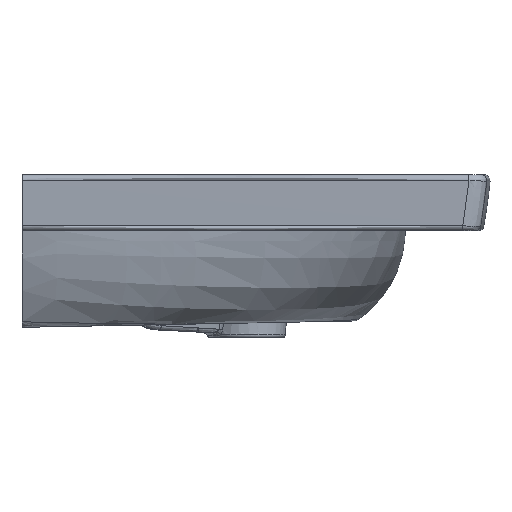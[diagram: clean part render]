
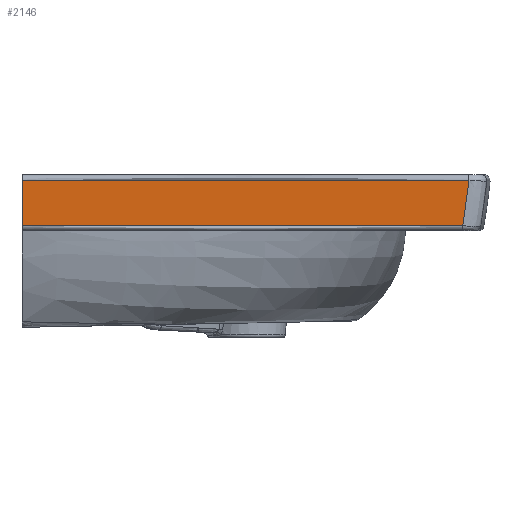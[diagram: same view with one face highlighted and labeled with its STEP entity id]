
A CAD part, left-side view. The second image highlights one B-rep face of the part: STEP entity #2146.
In plain terms, the highlighted free-form (B-spline) face has degree [3, 3] with [11, 8] control points.
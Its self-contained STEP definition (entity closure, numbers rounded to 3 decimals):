
#621=B_SPLINE_SURFACE_WITH_KNOTS('',3,3,((#36026,#36027,#36028,#36029,#36030,
#36031,#36032,#36033),(#36034,#36035,#36036,#36037,#36038,#36039,#36040,
#36041),(#36042,#36043,#36044,#36045,#36046,#36047,#36048,#36049),(#36050,
#36051,#36052,#36053,#36054,#36055,#36056,#36057),(#36058,#36059,#36060,
#36061,#36062,#36063,#36064,#36065),(#36066,#36067,#36068,#36069,#36070,
#36071,#36072,#36073),(#36074,#36075,#36076,#36077,#36078,#36079,#36080,
#36081),(#36082,#36083,#36084,#36085,#36086,#36087,#36088,#36089),(#36090,
#36091,#36092,#36093,#36094,#36095,#36096,#36097),(#36098,#36099,#36100,
#36101,#36102,#36103,#36104,#36105),(#36106,#36107,#36108,#36109,#36110,
#36111,#36112,#36113)),.UNSPECIFIED.,.F.,.F.,.F.,(4,2,1,1,1,2,4),(4,2,2,
4),(0.,0.111,0.323,0.534,0.746,
0.958,1.),(0.,0.317,0.673,1.),
 .UNSPECIFIED.);
#2146=ADVANCED_FACE('NONE',(#2865),#621,.T.);
#2865=FACE_OUTER_BOUND('',#3421,.T.);
#3421=EDGE_LOOP('',(#4776,#4777,#4778,#4779));
#4776=ORIENTED_EDGE('',*,*,#8448,.F.);
#4777=ORIENTED_EDGE('',*,*,#8449,.T.);
#4778=ORIENTED_EDGE('',*,*,#8444,.T.);
#4779=ORIENTED_EDGE('',*,*,#8450,.T.);
#7438=VERTEX_POINT('',#35972);
#7439=VERTEX_POINT('',#35973);
#7442=VERTEX_POINT('',#36016);
#7443=VERTEX_POINT('',#36017);
#8444=EDGE_CURVE('',#7438,#7439,#9831,.T.);
#8448=EDGE_CURVE('',#7442,#7443,#9835,.T.);
#8449=EDGE_CURVE('',#7442,#7438,#9836,.T.);
#8450=EDGE_CURVE('',#7439,#7443,#9837,.T.);
#9831=B_SPLINE_CURVE_WITH_KNOTS('',3,(#35968,#35969,#35970,#35971),
 .UNSPECIFIED.,.F.,.F.,(4,4),(0.,1.),.UNSPECIFIED.);
#9835=B_SPLINE_CURVE_WITH_KNOTS('',3,(#36008,#36009,#36010,#36011,#36012,
#36013,#36014,#36015),.UNSPECIFIED.,.F.,.F.,(4,2,2,4),(0.,0.327,
0.683,1.),.UNSPECIFIED.);
#9836=B_SPLINE_CURVE_WITH_KNOTS('',3,(#36018,#36019,#36020,#36021),
 .UNSPECIFIED.,.F.,.F.,(4,4),(0.,1.),.UNSPECIFIED.);
#9837=B_SPLINE_CURVE_WITH_KNOTS('',3,(#36022,#36023,#36024,#36025),
 .UNSPECIFIED.,.F.,.F.,(4,4),(0.,1.),.UNSPECIFIED.);
#35968=CARTESIAN_POINT('',(-395.15,-432.655,-50.358));
#35969=CARTESIAN_POINT('',(-396.126,-435.675,-35.8));
#35970=CARTESIAN_POINT('',(-396.798,-437.698,-21.013));
#35971=CARTESIAN_POINT('',(-397.138,-438.691,-6.147));
#35972=CARTESIAN_POINT('',(-395.15,-432.655,-50.358));
#35973=CARTESIAN_POINT('',(-397.138,-438.691,-6.147));
#36008=CARTESIAN_POINT('',(-390.348,0.,-115.036));
#36009=CARTESIAN_POINT('',(-391.865,0.,-96.691));
#36010=CARTESIAN_POINT('',(-393.382,0.,-78.345));
#36011=CARTESIAN_POINT('',(-396.553,0.,-39.989));
#36012=CARTESIAN_POINT('',(-397.549,0.,-20.076));
#36013=CARTESIAN_POINT('',(-398.211,0.,17.852));
#36014=CARTESIAN_POINT('',(-398.522,0.,35.703));
#36015=CARTESIAN_POINT('',(-398.834,0.,53.555));
#36016=CARTESIAN_POINT('',(-395.645,0.,-50.36));
#36017=CARTESIAN_POINT('',(-397.771,0.,-6.144));
#36018=CARTESIAN_POINT('',(-395.645,0.,-50.36));
#36019=CARTESIAN_POINT('',(-398.597,-144.202,-50.358));
#36020=CARTESIAN_POINT('',(-398.432,-288.46,-50.357));
#36021=CARTESIAN_POINT('',(-395.15,-432.655,-50.358));
#36022=CARTESIAN_POINT('',(-397.138,-438.691,-6.147));
#36023=CARTESIAN_POINT('',(-400.555,-292.485,-6.148));
#36024=CARTESIAN_POINT('',(-400.766,-146.214,-6.147));
#36025=CARTESIAN_POINT('',(-397.771,0.,-6.144));
#36026=CARTESIAN_POINT('',(-396.331,-514.737,53.515));
#36027=CARTESIAN_POINT('',(-396.025,-514.385,35.677));
#36028=CARTESIAN_POINT('',(-395.719,-514.032,17.838));
#36029=CARTESIAN_POINT('',(-395.068,-513.284,-20.061));
#36030=CARTESIAN_POINT('',(-394.099,-512.151,-40.072));
#36031=CARTESIAN_POINT('',(-391.059,-508.577,-78.269));
#36032=CARTESIAN_POINT('',(-389.605,-506.868,-96.538));
#36033=CARTESIAN_POINT('',(-388.152,-505.159,-114.807));
#36034=CARTESIAN_POINT('',(-396.832,-494.803,53.517));
#36035=CARTESIAN_POINT('',(-396.524,-494.464,35.678));
#36036=CARTESIAN_POINT('',(-396.216,-494.125,17.839));
#36037=CARTESIAN_POINT('',(-395.562,-493.406,-20.062));
#36038=CARTESIAN_POINT('',(-394.589,-492.316,-40.069));
#36039=CARTESIAN_POINT('',(-391.542,-488.881,-78.272));
#36040=CARTESIAN_POINT('',(-390.084,-487.238,-96.544));
#36041=CARTESIAN_POINT('',(-388.626,-485.595,-114.816));
#36042=CARTESIAN_POINT('',(-397.332,-474.868,53.518));
#36043=CARTESIAN_POINT('',(-397.023,-474.543,35.679));
#36044=CARTESIAN_POINT('',(-396.713,-474.218,17.839));
#36045=CARTESIAN_POINT('',(-396.055,-473.528,-20.062));
#36046=CARTESIAN_POINT('',(-395.08,-472.482,-40.066));
#36047=CARTESIAN_POINT('',(-392.024,-469.185,-78.275));
#36048=CARTESIAN_POINT('',(-390.562,-467.608,-96.55));
#36049=CARTESIAN_POINT('',(-389.1,-466.032,-114.825));
#36050=CARTESIAN_POINT('',(-398.785,-417.032,53.523));
#36051=CARTESIAN_POINT('',(-398.471,-416.746,35.682));
#36052=CARTESIAN_POINT('',(-398.156,-416.461,17.841));
#36053=CARTESIAN_POINT('',(-397.487,-415.854,-20.064));
#36054=CARTESIAN_POINT('',(-396.504,-414.935,-40.057));
#36055=CARTESIAN_POINT('',(-393.424,-412.04,-78.283));
#36056=CARTESIAN_POINT('',(-391.95,-410.655,-96.567));
#36057=CARTESIAN_POINT('',(-390.477,-409.27,-114.85));
#36058=CARTESIAN_POINT('',(-400.255,-341.216,53.529));
#36059=CARTESIAN_POINT('',(-399.936,-340.982,35.686));
#36060=CARTESIAN_POINT('',(-399.616,-340.748,17.843));
#36061=CARTESIAN_POINT('',(-398.937,-340.252,-20.066));
#36062=CARTESIAN_POINT('',(-397.945,-339.5,-40.044));
#36063=CARTESIAN_POINT('',(-394.836,-337.131,-78.295));
#36064=CARTESIAN_POINT('',(-393.35,-335.998,-96.589));
#36065=CARTESIAN_POINT('',(-391.863,-334.864,-114.884));
#36066=CARTESIAN_POINT('',(-401.157,-227.474,53.537));
#36067=CARTESIAN_POINT('',(-400.835,-227.318,35.692));
#36068=CARTESIAN_POINT('',(-400.513,-227.162,17.846));
#36069=CARTESIAN_POINT('',(-399.828,-226.831,-20.07));
#36070=CARTESIAN_POINT('',(-398.829,-226.33,-40.026));
#36071=CARTESIAN_POINT('',(-395.689,-224.75,-78.312));
#36072=CARTESIAN_POINT('',(-394.186,-223.995,-96.623));
#36073=CARTESIAN_POINT('',(-392.684,-223.239,-114.935));
#36074=CARTESIAN_POINT('',(-400.756,-113.729,53.546));
#36075=CARTESIAN_POINT('',(-400.436,-113.651,35.697));
#36076=CARTESIAN_POINT('',(-400.116,-113.573,17.849));
#36077=CARTESIAN_POINT('',(-399.437,-113.407,-20.073));
#36078=CARTESIAN_POINT('',(-398.436,-113.157,-40.008));
#36079=CARTESIAN_POINT('',(-395.274,-112.367,-78.328));
#36080=CARTESIAN_POINT('',(-393.762,-111.989,-96.657));
#36081=CARTESIAN_POINT('',(-392.249,-111.612,-114.985));
#36082=CARTESIAN_POINT('',(-399.619,-37.907,53.552));
#36083=CARTESIAN_POINT('',(-399.304,-37.881,35.701));
#36084=CARTESIAN_POINT('',(-398.989,-37.855,17.851));
#36085=CARTESIAN_POINT('',(-398.32,-37.8,-20.075));
#36086=CARTESIAN_POINT('',(-397.322,-37.716,-39.995));
#36087=CARTESIAN_POINT('',(-394.153,-37.453,-78.34));
#36088=CARTESIAN_POINT('',(-392.637,-37.327,-96.679));
#36089=CARTESIAN_POINT('',(-391.122,-37.201,-115.019));
#36090=CARTESIAN_POINT('',(-398.677,7.588,53.556));
#36091=CARTESIAN_POINT('',(-398.366,7.583,35.704));
#36092=CARTESIAN_POINT('',(-398.055,7.577,17.852));
#36093=CARTESIAN_POINT('',(-397.394,7.566,-20.076));
#36094=CARTESIAN_POINT('',(-396.399,7.55,-39.988));
#36095=CARTESIAN_POINT('',(-393.227,7.497,-78.346));
#36096=CARTESIAN_POINT('',(-391.71,7.472,-96.693));
#36097=CARTESIAN_POINT('',(-390.194,7.447,-115.039));
#36098=CARTESIAN_POINT('',(-398.519,15.176,53.556));
#36099=CARTESIAN_POINT('',(-398.209,15.165,35.704));
#36100=CARTESIAN_POINT('',(-397.899,15.155,17.852));
#36101=CARTESIAN_POINT('',(-397.239,15.133,-20.077));
#36102=CARTESIAN_POINT('',(-396.245,15.099,-39.987));
#36103=CARTESIAN_POINT('',(-393.073,14.994,-78.348));
#36104=CARTESIAN_POINT('',(-391.556,14.944,-96.695));
#36105=CARTESIAN_POINT('',(-390.039,14.893,-115.043));
#36106=CARTESIAN_POINT('',(-398.362,22.764,53.557));
#36107=CARTESIAN_POINT('',(-398.052,22.748,35.704));
#36108=CARTESIAN_POINT('',(-397.743,22.732,17.852));
#36109=CARTESIAN_POINT('',(-397.085,22.699,-20.077));
#36110=CARTESIAN_POINT('',(-396.09,22.649,-39.985));
#36111=CARTESIAN_POINT('',(-392.918,22.491,-78.349));
#36112=CARTESIAN_POINT('',(-391.401,22.415,-96.698));
#36113=CARTESIAN_POINT('',(-389.884,22.34,-115.046));
